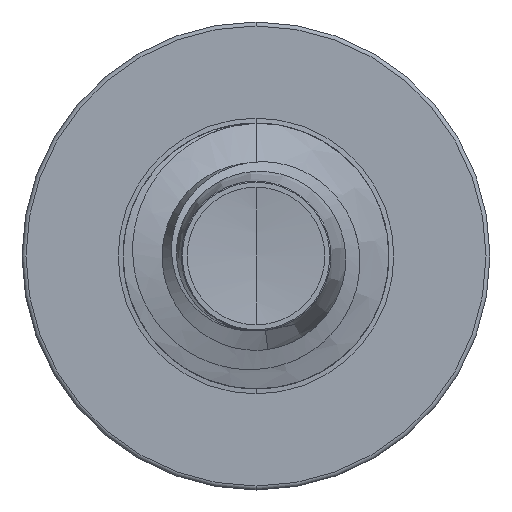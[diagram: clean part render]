
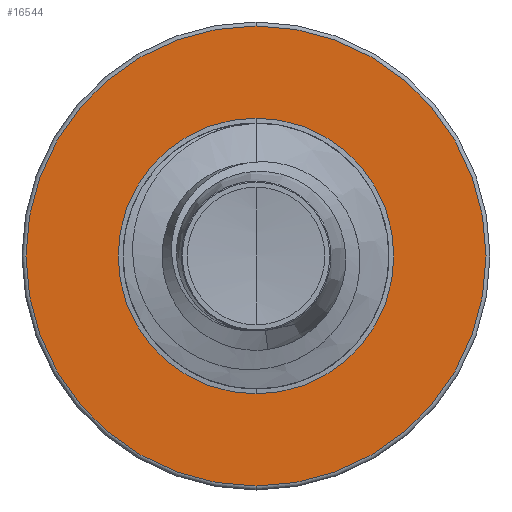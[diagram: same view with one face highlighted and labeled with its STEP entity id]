
A CAD part, front view. The second image highlights one B-rep face of the part: STEP entity #16544.
In plain terms, the highlighted planar face has unit normal (0, -1, 0).
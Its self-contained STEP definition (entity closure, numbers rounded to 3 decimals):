
#278 = AXIS2_PLACEMENT_3D ( 'NONE', #3868, #3772, #3742 ) ;
#1435 = CARTESIAN_POINT ( 'NONE',  ( 0., 7., -1.296 ) ) ;
#2826 = CARTESIAN_POINT ( 'NONE',  ( 0., 7., 2.163 ) ) ;
#2843 = ORIENTED_EDGE ( 'NONE', *, *, #14750, .T. ) ;
#3742 = DIRECTION ( 'NONE',  ( 0., 0., 1. ) ) ;
#3772 = DIRECTION ( 'NONE',  ( 0., 1., 0. ) ) ;
#3862 = CIRCLE ( 'NONE', #7338, 2.163 ) ;
#3868 = CARTESIAN_POINT ( 'NONE',  ( 0., 7., -1.296 ) ) ;
#4376 = EDGE_LOOP ( 'NONE', ( #14401, #2843 ) ) ;
#4381 = VERTEX_POINT ( 'NONE', #15998 ) ;
#4414 = PLANE ( 'NONE',  #278 ) ;
#4443 = DIRECTION ( 'NONE',  ( 0., 0., 1. ) ) ;
#4535 = DIRECTION ( 'NONE',  ( 0., 1., 0. ) ) ;
#4810 = CARTESIAN_POINT ( 'NONE',  ( 0., 7., 0. ) ) ;
#5714 = AXIS2_PLACEMENT_3D ( 'NONE', #4810, #4535, #4443 ) ;
#5822 = AXIS2_PLACEMENT_3D ( 'NONE', #8253, #8247, #8201 ) ;
#7338 = AXIS2_PLACEMENT_3D ( 'NONE', #10295, #10223, #10218 ) ;
#7771 = CARTESIAN_POINT ( 'NONE',  ( 0., 7., 0. ) ) ;
#8201 = DIRECTION ( 'NONE',  ( 0., 0., 1. ) ) ;
#8247 = DIRECTION ( 'NONE',  ( 0., 1., 0. ) ) ;
#8253 = CARTESIAN_POINT ( 'NONE',  ( 0., 7., 0. ) ) ;
#9014 = DIRECTION ( 'NONE',  ( 0., 0., 1. ) ) ;
#10218 = DIRECTION ( 'NONE',  ( 0., 0., 1. ) ) ;
#10223 = DIRECTION ( 'NONE',  ( 0., 1., 0. ) ) ;
#10295 = CARTESIAN_POINT ( 'NONE',  ( 0., 7., 0. ) ) ;
#11444 = ORIENTED_EDGE ( 'NONE', *, *, #14831, .F. ) ;
#11761 = FACE_BOUND ( 'NONE', #4376, .T. ) ;
#12000 = DIRECTION ( 'NONE',  ( 0., 1., 0. ) ) ;
#12331 = AXIS2_PLACEMENT_3D ( 'NONE', #7771, #12000, #9014 ) ;
#13733 = EDGE_CURVE ( 'NONE', #15302, #13847, #3862, .T. ) ;
#13847 = VERTEX_POINT ( 'NONE', #15924 ) ;
#14112 = ORIENTED_EDGE ( 'NONE', *, *, #13733, .F. ) ;
#14382 = EDGE_LOOP ( 'NONE', ( #14112, #11444 ) ) ;
#14401 = ORIENTED_EDGE ( 'NONE', *, *, #15208, .T. ) ;
#14632 = FACE_OUTER_BOUND ( 'NONE', #14382, .T. ) ;
#14750 = EDGE_CURVE ( 'NONE', #15942, #4381, #15138, .T. ) ;
#14831 = EDGE_CURVE ( 'NONE', #13847, #15302, #14862, .T. ) ;
#14862 = CIRCLE ( 'NONE', #5714, 2.163 ) ;
#15138 = CIRCLE ( 'NONE', #5822, 1.296 ) ;
#15208 = EDGE_CURVE ( 'NONE', #4381, #15942, #16193, .T. ) ;
#15302 = VERTEX_POINT ( 'NONE', #2826 ) ;
#15924 = CARTESIAN_POINT ( 'NONE',  ( 0., 7., -2.162 ) ) ;
#15942 = VERTEX_POINT ( 'NONE', #1435 ) ;
#15998 = CARTESIAN_POINT ( 'NONE',  ( 0., 7., 1.296 ) ) ;
#16193 = CIRCLE ( 'NONE', #12331, 1.296 ) ;
#16544 = ADVANCED_FACE ( 'NONE', ( #14632, #11761 ), #4414, .F. ) ;
